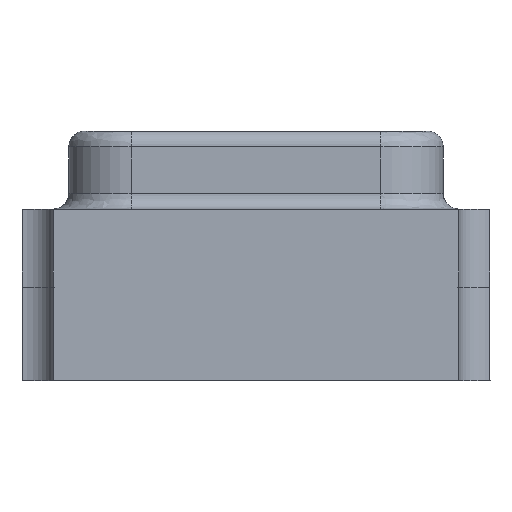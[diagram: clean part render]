
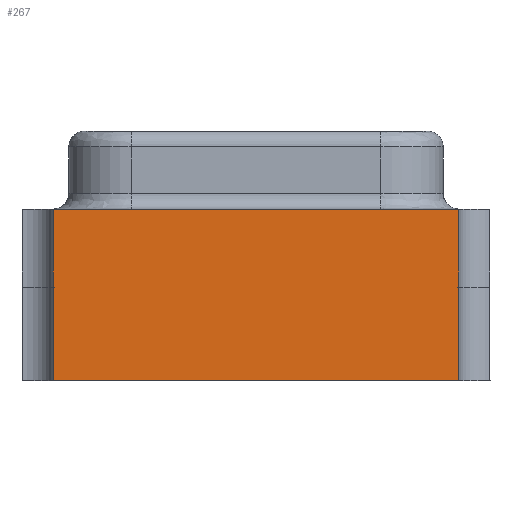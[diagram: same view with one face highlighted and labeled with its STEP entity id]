
A CAD part, left-side view. The second image highlights one B-rep face of the part: STEP entity #267.
In plain terms, the highlighted planar face has unit normal (-1, 0, 0).
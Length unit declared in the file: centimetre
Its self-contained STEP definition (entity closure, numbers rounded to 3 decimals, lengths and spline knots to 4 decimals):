
#108 = LINE ( 'NONE', #158, #1406 ) ;
#112 = LINE ( 'NONE', #1097, #2609 ) ;
#131 = CARTESIAN_POINT ( 'NONE',  ( -0.16, -0.065, 0.055 ) ) ;
#142 = ORIENTED_EDGE ( 'NONE', *, *, #2618, .F. ) ;
#149 = EDGE_CURVE ( 'NONE', #2718, #651, #1059, .T. ) ;
#158 = CARTESIAN_POINT ( 'NONE',  ( -0.16, -0.065, 0. ) ) ;
#267 = ADVANCED_FACE ( 'NONE', ( #2818 ), #664, .T. ) ;
#287 = VECTOR ( 'NONE', #1294, 100. ) ;
#302 = ORIENTED_EDGE ( 'NONE', *, *, #2463, .T. ) ;
#330 = AXIS2_PLACEMENT_3D ( 'NONE', #1153, #3064, #2630 ) ;
#392 = DIRECTION ( 'NONE',  ( 0., -1., 0. ) ) ;
#501 = CARTESIAN_POINT ( 'NONE',  ( -0.16, 0.065, 0.03 ) ) ;
#502 = VERTEX_POINT ( 'NONE', #131 ) ;
#612 = ORIENTED_EDGE ( 'NONE', *, *, #1886, .T. ) ;
#617 = CARTESIAN_POINT ( 'NONE',  ( -0.16, 0.065, 0. ) ) ;
#651 = VERTEX_POINT ( 'NONE', #689 ) ;
#664 = PLANE ( 'NONE',  #330 ) ;
#689 = CARTESIAN_POINT ( 'NONE',  ( -0.16, 0.065, 0. ) ) ;
#707 = VERTEX_POINT ( 'NONE', #1179 ) ;
#923 = VERTEX_POINT ( 'NONE', #2475 ) ;
#1002 = VECTOR ( 'NONE', #392, 100. ) ;
#1059 = LINE ( 'NONE', #617, #2542 ) ;
#1097 = CARTESIAN_POINT ( 'NONE',  ( -0.16, 0., 0.055 ) ) ;
#1102 = ORIENTED_EDGE ( 'NONE', *, *, #2995, .T. ) ;
#1153 = CARTESIAN_POINT ( 'NONE',  ( -0.16, 0.065, 0. ) ) ;
#1179 = CARTESIAN_POINT ( 'NONE',  ( -0.16, -0.065, 0.03 ) ) ;
#1285 = EDGE_CURVE ( 'NONE', #651, #923, #2750, .T. ) ;
#1294 = DIRECTION ( 'NONE',  ( 0., 0., 1. ) ) ;
#1379 = CARTESIAN_POINT ( 'NONE',  ( -0.16, 0.065, 0.055 ) ) ;
#1406 = VECTOR ( 'NONE', #1609, 100. ) ;
#1587 = DIRECTION ( 'NONE',  ( 0., 0., -1. ) ) ;
#1609 = DIRECTION ( 'NONE',  ( 0., 0., 1. ) ) ;
#1886 = EDGE_CURVE ( 'NONE', #923, #707, #2438, .T. ) ;
#2136 = LINE ( 'NONE', #3063, #3102 ) ;
#2438 = LINE ( 'NONE', #2926, #287 ) ;
#2463 = EDGE_CURVE ( 'NONE', #3034, #2718, #2136, .T. ) ;
#2475 = CARTESIAN_POINT ( 'NONE',  ( -0.16, -0.065, 0. ) ) ;
#2523 = DIRECTION ( 'NONE',  ( 0., -1., 0. ) ) ;
#2540 = CARTESIAN_POINT ( 'NONE',  ( -0.16, 0.065, 0. ) ) ;
#2542 = VECTOR ( 'NONE', #1587, 100. ) ;
#2581 = EDGE_LOOP ( 'NONE', ( #612, #1102, #142, #302, #2888, #2773 ) ) ;
#2609 = VECTOR ( 'NONE', #2523, 100. ) ;
#2618 = EDGE_CURVE ( 'NONE', #3034, #502, #112, .T. ) ;
#2630 = DIRECTION ( 'NONE',  ( 0., -1., 0. ) ) ;
#2718 = VERTEX_POINT ( 'NONE', #501 ) ;
#2750 = LINE ( 'NONE', #2540, #1002 ) ;
#2773 = ORIENTED_EDGE ( 'NONE', *, *, #1285, .T. ) ;
#2818 = FACE_OUTER_BOUND ( 'NONE', #2581, .T. ) ;
#2863 = DIRECTION ( 'NONE',  ( 0., 0., -1. ) ) ;
#2888 = ORIENTED_EDGE ( 'NONE', *, *, #149, .T. ) ;
#2926 = CARTESIAN_POINT ( 'NONE',  ( -0.16, -0.065, 0. ) ) ;
#2995 = EDGE_CURVE ( 'NONE', #707, #502, #108, .T. ) ;
#3034 = VERTEX_POINT ( 'NONE', #1379 ) ;
#3063 = CARTESIAN_POINT ( 'NONE',  ( -0.16, 0.065, 0. ) ) ;
#3064 = DIRECTION ( 'NONE',  ( -1., 0., 0. ) ) ;
#3102 = VECTOR ( 'NONE', #2863, 100. ) ;
